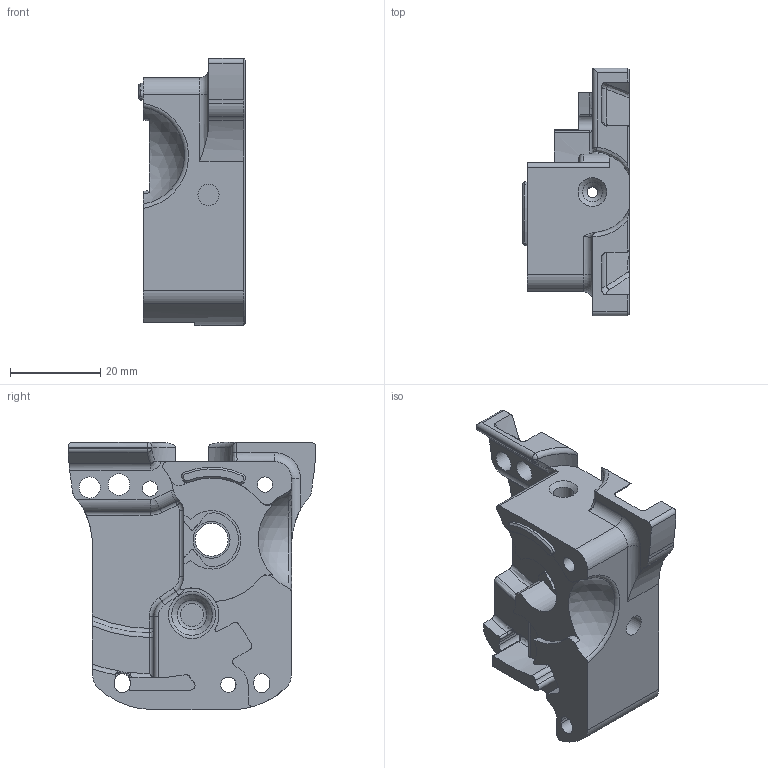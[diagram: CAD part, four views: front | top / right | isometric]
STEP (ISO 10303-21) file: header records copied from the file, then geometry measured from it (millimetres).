
FILE_DESCRIPTION(/* description */ (''),/* implementation_level */ '2;1');
FILE_NAME(/* name */ 'CW1-CW2Carraige-AB.step',/* time_stamp */ '2022-04-25T07:08:52-07:00',/* author */ (''),/* organization */ (''),/* preprocessor_version */ 'ST-DEVELOPER v18.1',/* originating_system */ 'Autodesk Translation Framework v10.14.0.1471',/* authorisation */ '');
FILE_SCHEMA (('AUTOMOTIVE_DESIGN { 1 0 10303 214 3 1 1 }'));
Length unit declared in the file: millimetre
Products named in the file (1): Extruder Body (2)
Bounding box: 23.7 x 55.02 x 59.3 mm (x, y, z)
Volume: 28217.3 mm3; surface area: 11814.5 mm2
Topology: 1 solids, 1 shells, 332 faces, 895 edges, 569 vertices
Faces by surface type: plane 137, cylinder 119, cone 31, bspline 20, torus 20, sphere 5
Full cylindrical faces by diameter (mm): 2.4 x2, 3.4 x3, 4.2 x1, 4.4 x1, 4.7 x3, 4.8 x1, 6 x3, 7.3 x1, 8.2 x1
Entity records: 11406 total; most frequent: CARTESIAN_POINT 2905, DIRECTION 1803, ORIENTED_EDGE 1790, EDGE_CURVE 895, AXIS2_PLACEMENT_3D 676, VERTEX_POINT 569, LINE 451, VECTOR 451
